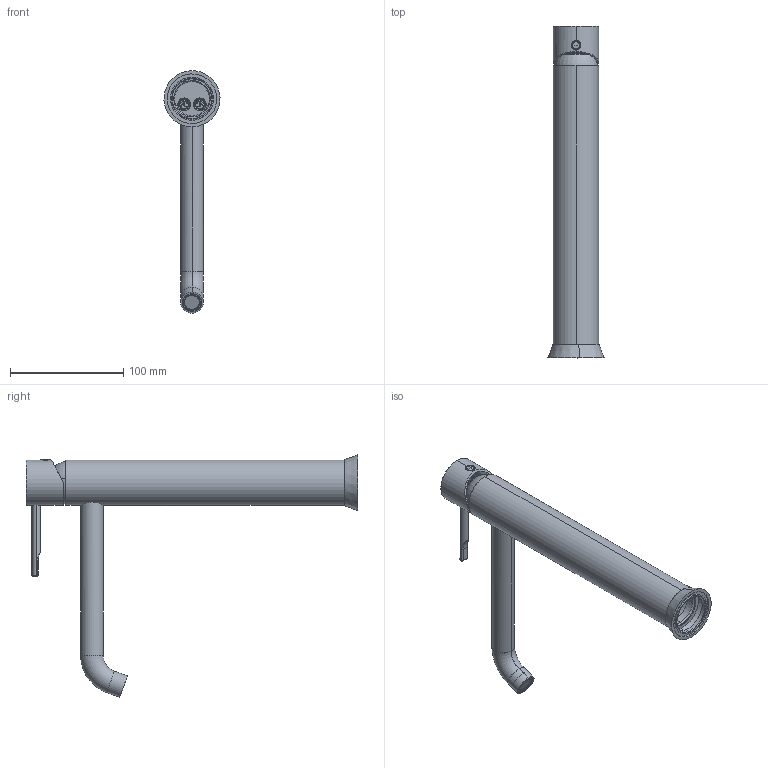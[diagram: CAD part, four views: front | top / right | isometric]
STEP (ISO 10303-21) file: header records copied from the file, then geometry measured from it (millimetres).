
FILE_DESCRIPTION (( 'STEP AP203' ), '1' );
FILE_NAME ('39A307251.STEP', '2023-02-15T13:41:35', ( '' ), ( '' ), 'SwSTEP 2.0', 'SolidWorks 2021', '' );
FILE_SCHEMA (( 'CONFIG_CONTROL_DESIGN' ));
Length unit declared in the file: millimetre
Products named in the file (1): 39A307251
Bounding box: 49.44 x 293 x 214.11 mm (x, y, z)
Volume: 110688.6 mm3; surface area: 112578.5 mm2
Topology: 13 solids, 13 shells, 429 faces, 1002 edges, 607 vertices
Faces by surface type: cylinder 159, plane 110, cone 68, torus 47, bspline 29, sphere 16
Entity records: 15767 total; most frequent: CARTESIAN_POINT 6030, DIRECTION 2104, ORIENTED_EDGE 1984, EDGE_CURVE 992, AXIS2_PLACEMENT_3D 864, VERTEX_POINT 607, EDGE_LOOP 475, CIRCLE 463
